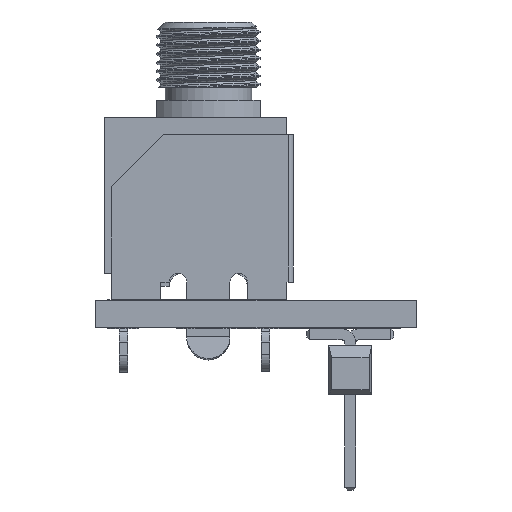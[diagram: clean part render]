
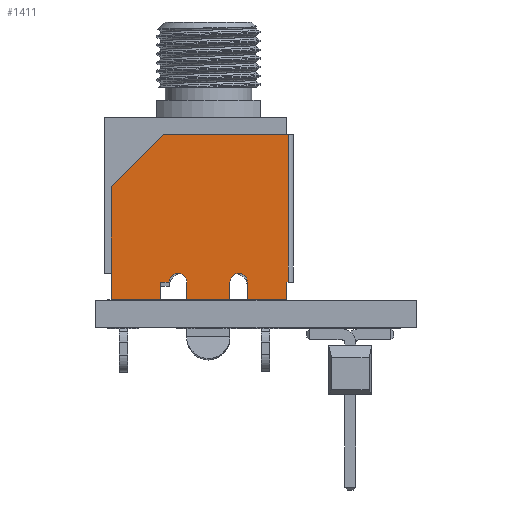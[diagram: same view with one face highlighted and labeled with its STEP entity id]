
A CAD part, left-side view. The second image highlights one B-rep face of the part: STEP entity #1411.
In plain terms, the highlighted planar face has unit normal (-1, 0, 0).
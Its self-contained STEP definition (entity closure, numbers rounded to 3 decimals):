
#1344 = EDGE_CURVE('',#1345,#1347,#1349,.T.);
#1345 = VERTEX_POINT('',#1346);
#1346 = CARTESIAN_POINT('',(-4.9,5.6,-5.));
#1347 = VERTEX_POINT('',#1348);
#1348 = CARTESIAN_POINT('',(-4.9,2.6,-2.));
#1349 = LINE('',#1350,#1351);
#1350 = CARTESIAN_POINT('',(-4.9,5.6,-5.));
#1351 = VECTOR('',#1352,1.);
#1352 = DIRECTION('',(0.,-0.707,0.707));
#1411 = ADVANCED_FACE('',(#1412),#1535,.F.);
#1412 = FACE_BOUND('',#1413,.T.);
#1413 = EDGE_LOOP('',(#1414,#1424,#1432,#1438,#1439,#1447,#1455,#1463,
    #1471,#1480,#1488,#1496,#1504,#1513,#1521,#1529));
#1414 = ORIENTED_EDGE('',*,*,#1415,.F.);
#1415 = EDGE_CURVE('',#1416,#1418,#1420,.T.);
#1416 = VERTEX_POINT('',#1417);
#1417 = CARTESIAN_POINT('',(-4.9,-4.6,-10.5));
#1418 = VERTEX_POINT('',#1419);
#1419 = CARTESIAN_POINT('',(-4.9,-4.5,-10.5));
#1420 = LINE('',#1421,#1422);
#1421 = CARTESIAN_POINT('',(-4.9,-4.5,-10.5));
#1422 = VECTOR('',#1423,1.);
#1423 = DIRECTION('',(0.,1.,0.));
#1424 = ORIENTED_EDGE('',*,*,#1425,.T.);
#1425 = EDGE_CURVE('',#1416,#1426,#1428,.T.);
#1426 = VERTEX_POINT('',#1427);
#1427 = CARTESIAN_POINT('',(-4.9,-4.6,-2.));
#1428 = LINE('',#1429,#1430);
#1429 = CARTESIAN_POINT('',(-4.9,-4.6,-2.));
#1430 = VECTOR('',#1431,1.);
#1431 = DIRECTION('',(0.,0.,1.));
#1432 = ORIENTED_EDGE('',*,*,#1433,.F.);
#1433 = EDGE_CURVE('',#1347,#1426,#1434,.T.);
#1434 = LINE('',#1435,#1436);
#1435 = CARTESIAN_POINT('',(-4.9,-4.5,-2.));
#1436 = VECTOR('',#1437,1.);
#1437 = DIRECTION('',(0.,-1.,0.));
#1438 = ORIENTED_EDGE('',*,*,#1344,.F.);
#1439 = ORIENTED_EDGE('',*,*,#1440,.F.);
#1440 = EDGE_CURVE('',#1441,#1345,#1443,.T.);
#1441 = VERTEX_POINT('',#1442);
#1442 = CARTESIAN_POINT('',(-4.9,5.6,-11.5));
#1443 = LINE('',#1444,#1445);
#1444 = CARTESIAN_POINT('',(-4.9,5.6,-10.5));
#1445 = VECTOR('',#1446,1.);
#1446 = DIRECTION('',(0.,0.,1.));
#1447 = ORIENTED_EDGE('',*,*,#1448,.F.);
#1448 = EDGE_CURVE('',#1449,#1441,#1451,.T.);
#1449 = VERTEX_POINT('',#1450);
#1450 = CARTESIAN_POINT('',(-4.9,2.75,-11.5));
#1451 = LINE('',#1452,#1453);
#1452 = CARTESIAN_POINT('',(-4.9,-4.5,-11.5));
#1453 = VECTOR('',#1454,1.);
#1454 = DIRECTION('',(0.,1.,0.));
#1455 = ORIENTED_EDGE('',*,*,#1456,.F.);
#1456 = EDGE_CURVE('',#1457,#1449,#1459,.T.);
#1457 = VERTEX_POINT('',#1458);
#1458 = CARTESIAN_POINT('',(-4.9,2.75,-10.5));
#1459 = LINE('',#1460,#1461);
#1460 = CARTESIAN_POINT('',(-4.9,2.75,-10.5));
#1461 = VECTOR('',#1462,1.);
#1462 = DIRECTION('',(0.,0.,-1.));
#1463 = ORIENTED_EDGE('',*,*,#1464,.F.);
#1464 = EDGE_CURVE('',#1465,#1457,#1467,.T.);
#1465 = VERTEX_POINT('',#1466);
#1466 = CARTESIAN_POINT('',(-4.9,2.25,-10.5));
#1467 = LINE('',#1468,#1469);
#1468 = CARTESIAN_POINT('',(-4.9,-4.5,-10.5));
#1469 = VECTOR('',#1470,1.);
#1470 = DIRECTION('',(0.,1.,0.));
#1471 = ORIENTED_EDGE('',*,*,#1472,.F.);
#1472 = EDGE_CURVE('',#1473,#1465,#1475,.T.);
#1473 = VERTEX_POINT('',#1474);
#1474 = CARTESIAN_POINT('',(-4.9,1.25,-10.5));
#1475 = CIRCLE('',#1476,0.5);
#1476 = AXIS2_PLACEMENT_3D('',#1477,#1478,#1479);
#1477 = CARTESIAN_POINT('',(-4.9,1.75,-10.5));
#1478 = DIRECTION('',(-1.,0.,0.));
#1479 = DIRECTION('',(0.,1.,0.));
#1480 = ORIENTED_EDGE('',*,*,#1481,.F.);
#1481 = EDGE_CURVE('',#1482,#1473,#1484,.T.);
#1482 = VERTEX_POINT('',#1483);
#1483 = CARTESIAN_POINT('',(-4.9,1.25,-11.5));
#1484 = LINE('',#1485,#1486);
#1485 = CARTESIAN_POINT('',(-4.9,1.25,-10.5));
#1486 = VECTOR('',#1487,1.);
#1487 = DIRECTION('',(0.,0.,1.));
#1488 = ORIENTED_EDGE('',*,*,#1489,.F.);
#1489 = EDGE_CURVE('',#1490,#1482,#1492,.T.);
#1490 = VERTEX_POINT('',#1491);
#1491 = CARTESIAN_POINT('',(-4.9,-1.25,-11.5));
#1492 = LINE('',#1493,#1494);
#1493 = CARTESIAN_POINT('',(-4.9,-4.5,-11.5));
#1494 = VECTOR('',#1495,1.);
#1495 = DIRECTION('',(0.,1.,0.));
#1496 = ORIENTED_EDGE('',*,*,#1497,.F.);
#1497 = EDGE_CURVE('',#1498,#1490,#1500,.T.);
#1498 = VERTEX_POINT('',#1499);
#1499 = CARTESIAN_POINT('',(-4.9,-1.25,-10.5));
#1500 = LINE('',#1501,#1502);
#1501 = CARTESIAN_POINT('',(-4.9,-1.25,-10.5));
#1502 = VECTOR('',#1503,1.);
#1503 = DIRECTION('',(0.,0.,-1.));
#1504 = ORIENTED_EDGE('',*,*,#1505,.F.);
#1505 = EDGE_CURVE('',#1506,#1498,#1508,.T.);
#1506 = VERTEX_POINT('',#1507);
#1507 = CARTESIAN_POINT('',(-4.9,-2.25,-10.5));
#1508 = CIRCLE('',#1509,0.5);
#1509 = AXIS2_PLACEMENT_3D('',#1510,#1511,#1512);
#1510 = CARTESIAN_POINT('',(-4.9,-1.75,-10.5));
#1511 = DIRECTION('',(-1.,0.,0.));
#1512 = DIRECTION('',(0.,1.,0.));
#1513 = ORIENTED_EDGE('',*,*,#1514,.F.);
#1514 = EDGE_CURVE('',#1515,#1506,#1517,.T.);
#1515 = VERTEX_POINT('',#1516);
#1516 = CARTESIAN_POINT('',(-4.9,-2.25,-11.5));
#1517 = LINE('',#1518,#1519);
#1518 = CARTESIAN_POINT('',(-4.9,-2.25,-10.5));
#1519 = VECTOR('',#1520,1.);
#1520 = DIRECTION('',(0.,0.,1.));
#1521 = ORIENTED_EDGE('',*,*,#1522,.F.);
#1522 = EDGE_CURVE('',#1523,#1515,#1525,.T.);
#1523 = VERTEX_POINT('',#1524);
#1524 = CARTESIAN_POINT('',(-4.9,-4.5,-11.5));
#1525 = LINE('',#1526,#1527);
#1526 = CARTESIAN_POINT('',(-4.9,-4.5,-11.5));
#1527 = VECTOR('',#1528,1.);
#1528 = DIRECTION('',(0.,1.,0.));
#1529 = ORIENTED_EDGE('',*,*,#1530,.F.);
#1530 = EDGE_CURVE('',#1418,#1523,#1531,.T.);
#1531 = LINE('',#1532,#1533);
#1532 = CARTESIAN_POINT('',(-4.9,-4.5,-10.5));
#1533 = VECTOR('',#1534,1.);
#1534 = DIRECTION('',(0.,0.,-1.));
#1535 = PLANE('',#1536);
#1536 = AXIS2_PLACEMENT_3D('',#1537,#1538,#1539);
#1537 = CARTESIAN_POINT('',(-4.9,-4.5,-10.5));
#1538 = DIRECTION('',(1.,0.,0.));
#1539 = DIRECTION('',(0.,0.,-1.));
